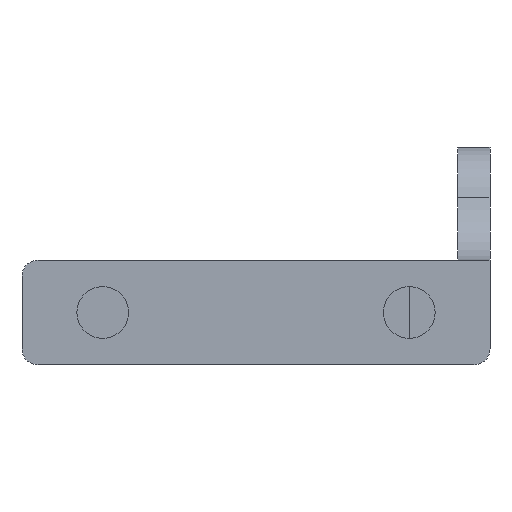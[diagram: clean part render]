
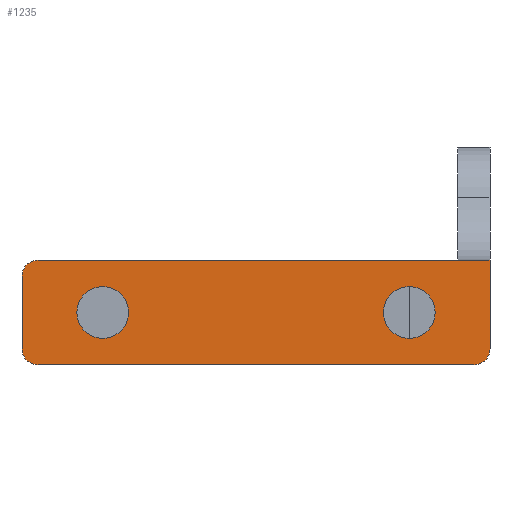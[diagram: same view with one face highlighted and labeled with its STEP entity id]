
A CAD part, front view. The second image highlights one B-rep face of the part: STEP entity #1235.
In plain terms, the highlighted planar face has unit normal (0, -1, 0).
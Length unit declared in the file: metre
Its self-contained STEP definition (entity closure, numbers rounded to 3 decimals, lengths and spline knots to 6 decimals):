
#81=CIRCLE('',#1344,0.001);
#82=CIRCLE('',#1347,0.001);
#86=CIRCLE('',#1354,0.001);
#87=CIRCLE('',#1356,0.0016);
#88=CIRCLE('',#1357,0.0016);
#315=ORIENTED_EDGE('',*,*,#576,.T.);
#316=ORIENTED_EDGE('',*,*,#577,.T.);
#317=ORIENTED_EDGE('',*,*,#540,.T.);
#318=ORIENTED_EDGE('',*,*,#543,.T.);
#319=ORIENTED_EDGE('',*,*,#545,.T.);
#320=ORIENTED_EDGE('',*,*,#566,.T.);
#321=ORIENTED_EDGE('',*,*,#575,.T.);
#322=ORIENTED_EDGE('',*,*,#445,.T.);
#323=ORIENTED_EDGE('',*,*,#547,.T.);
#445=EDGE_CURVE('',#616,#615,#728,.T.);
#540=EDGE_CURVE('',#689,#688,#81,.T.);
#543=EDGE_CURVE('',#688,#690,#795,.T.);
#545=EDGE_CURVE('',#690,#691,#82,.T.);
#547=EDGE_CURVE('',#615,#689,#798,.T.);
#566=EDGE_CURVE('',#691,#707,#814,.T.);
#575=EDGE_CURVE('',#707,#616,#86,.T.);
#576=EDGE_CURVE('',#716,#716,#87,.T.);
#577=EDGE_CURVE('',#717,#717,#88,.T.);
#615=VERTEX_POINT('',#1768);
#616=VERTEX_POINT('',#1770);
#688=VERTEX_POINT('',#1964);
#689=VERTEX_POINT('',#1966);
#690=VERTEX_POINT('',#1970);
#691=VERTEX_POINT('',#1974);
#707=VERTEX_POINT('',#2013);
#716=VERTEX_POINT('',#2035);
#717=VERTEX_POINT('',#2037);
#728=LINE('',#1769,#847);
#795=LINE('',#1971,#914);
#798=LINE('',#1978,#917);
#814=LINE('',#2014,#933);
#847=VECTOR('',#1414,1.);
#914=VECTOR('',#1601,1.);
#917=VECTOR('',#1610,1.);
#933=VECTOR('',#1634,1.);
#1019=EDGE_LOOP('',(#315));
#1020=EDGE_LOOP('',(#316));
#1021=EDGE_LOOP('',(#317,#318,#319,#320,#321,#322,#323));
#1118=FACE_BOUND('',#1019,.T.);
#1119=FACE_BOUND('',#1020,.T.);
#1120=FACE_BOUND('',#1021,.T.);
#1185=PLANE('',#1355);
#1235=ADVANCED_FACE('',(#1118,#1119,#1120),#1185,.F.);
#1344=AXIS2_PLACEMENT_3D('',#1965,#1595,#1596);
#1347=AXIS2_PLACEMENT_3D('',#1975,#1605,#1606);
#1354=AXIS2_PLACEMENT_3D('',#2032,#1645,#1646);
#1355=AXIS2_PLACEMENT_3D('',#2033,#1647,#1648);
#1356=AXIS2_PLACEMENT_3D('',#2034,#1649,#1650);
#1357=AXIS2_PLACEMENT_3D('',#2036,#1651,#1652);
#1414=DIRECTION('',(0.,0.,1.));
#1595=DIRECTION('',(0.,-1.,0.));
#1596=DIRECTION('',(0.,0.,1.));
#1601=DIRECTION('',(0.,0.,-1.));
#1605=DIRECTION('',(0.,-1.,0.));
#1606=DIRECTION('',(-1.,0.,0.));
#1610=DIRECTION('',(-1.,0.,0.));
#1634=DIRECTION('',(1.,0.,0.));
#1645=DIRECTION('',(0.,-1.,0.));
#1646=DIRECTION('',(0.,0.,-1.));
#1647=DIRECTION('',(0.,1.,0.));
#1648=DIRECTION('',(-1.,0.,0.));
#1649=DIRECTION('',(0.,1.,0.));
#1650=DIRECTION('',(-1.,0.,0.));
#1651=DIRECTION('',(0.,1.,0.));
#1652=DIRECTION('',(-1.,0.,0.));
#1768=CARTESIAN_POINT('',(0.0145,-0.092,0.0065));
#1769=CARTESIAN_POINT('',(0.0145,-0.092,0.));
#1770=CARTESIAN_POINT('',(0.0145,-0.092,0.001));
#1964=CARTESIAN_POINT('',(-0.0145,-0.092,0.0055));
#1965=CARTESIAN_POINT('',(-0.0135,-0.092,0.0055));
#1966=CARTESIAN_POINT('',(-0.0135,-0.092,0.0065));
#1970=CARTESIAN_POINT('',(-0.0145,-0.092,0.001));
#1971=CARTESIAN_POINT('',(-0.0145,-0.092,0.));
#1974=CARTESIAN_POINT('',(-0.0135,-0.092,0.));
#1975=CARTESIAN_POINT('',(-0.0135,-0.092,0.001));
#1978=CARTESIAN_POINT('',(0.00725,-0.092,0.0065));
#2013=CARTESIAN_POINT('',(0.0135,-0.092,0.));
#2014=CARTESIAN_POINT('',(0.00725,-0.092,0.));
#2032=CARTESIAN_POINT('',(0.0135,-0.092,0.001));
#2033=CARTESIAN_POINT('',(0.0145,-0.092,0.));
#2034=CARTESIAN_POINT('',(-0.0095,-0.092,0.00325));
#2035=CARTESIAN_POINT('',(-0.0111,-0.092,0.00325));
#2036=CARTESIAN_POINT('',(0.0095,-0.092,0.00325));
#2037=CARTESIAN_POINT('',(0.0079,-0.092,0.00325));
